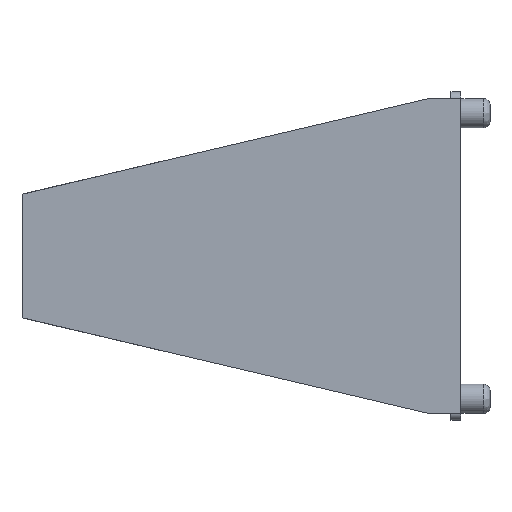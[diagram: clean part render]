
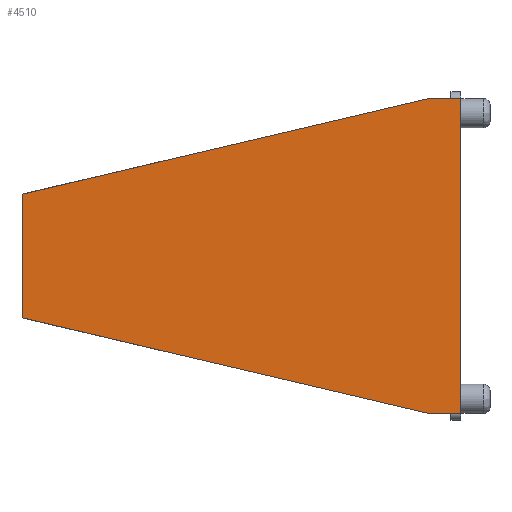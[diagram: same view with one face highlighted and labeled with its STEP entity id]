
A CAD part, left-side view. The second image highlights one B-rep face of the part: STEP entity #4510.
In plain terms, the highlighted planar face has unit normal (-1, 0, 0).
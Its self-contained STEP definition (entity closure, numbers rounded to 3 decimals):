
#63 = EDGE_CURVE ( 'NONE', #2077, #721, #9027, .T. ) ;
#721 = VERTEX_POINT ( 'NONE', #4009 ) ;
#942 = VERTEX_POINT ( 'NONE', #8859 ) ;
#1094 = EDGE_CURVE ( 'NONE', #721, #4703, #8388, .T. ) ;
#1227 = DIRECTION ( 'NONE',  ( 0., 0., 1. ) ) ;
#1258 = CARTESIAN_POINT ( 'NONE',  ( -15.875, 0., 12.735 ) ) ;
#1423 = VERTEX_POINT ( 'NONE', #1258 ) ;
#1483 = LINE ( 'NONE', #6517, #7922 ) ;
#1510 = VECTOR ( 'NONE', #1227, 1000. ) ;
#1777 = DIRECTION ( 'NONE',  ( 0., 0., -1. ) ) ;
#1942 = VECTOR ( 'NONE', #5249, 1000. ) ;
#2077 = VERTEX_POINT ( 'NONE', #2873 ) ;
#2234 = CARTESIAN_POINT ( 'NONE',  ( -15.875, 2.6, 12.735 ) ) ;
#2873 = CARTESIAN_POINT ( 'NONE',  ( -15.875, 2.6, 12.735 ) ) ;
#3188 = CARTESIAN_POINT ( 'NONE',  ( -15.875, 35.5, -5. ) ) ;
#3191 = VECTOR ( 'NONE', #9581, 1000. ) ;
#3468 = VERTEX_POINT ( 'NONE', #5932 ) ;
#3471 = LINE ( 'NONE', #8608, #1510 ) ;
#3571 = CARTESIAN_POINT ( 'NONE',  ( -15.875, 35.5, 12.735 ) ) ;
#3818 = AXIS2_PLACEMENT_3D ( 'NONE', #3571, #9525, #5061 ) ;
#4009 = CARTESIAN_POINT ( 'NONE',  ( -15.875, 35.5, 5. ) ) ;
#4308 = PLANE ( 'NONE',  #3818 ) ;
#4359 = CARTESIAN_POINT ( 'NONE',  ( -15.875, 35.5, 12.735 ) ) ;
#4498 = EDGE_CURVE ( 'NONE', #4703, #942, #1483, .T. ) ;
#4510 = ADVANCED_FACE ( 'NONE', ( #7206 ), #4308, .T. ) ;
#4612 = LINE ( 'NONE', #9258, #8597 ) ;
#4673 = LINE ( 'NONE', #4359, #3191 ) ;
#4677 = ORIENTED_EDGE ( 'NONE', *, *, #5451, .T. ) ;
#4703 = VERTEX_POINT ( 'NONE', #3188 ) ;
#4802 = DIRECTION ( 'NONE',  ( 0., -1., 0. ) ) ;
#5061 = DIRECTION ( 'NONE',  ( 0., 0., 1. ) ) ;
#5241 = ORIENTED_EDGE ( 'NONE', *, *, #4498, .T. ) ;
#5249 = DIRECTION ( 'NONE',  ( 0., 0., 1. ) ) ;
#5299 = ORIENTED_EDGE ( 'NONE', *, *, #63, .T. ) ;
#5451 = EDGE_CURVE ( 'NONE', #942, #8059, #4612, .T. ) ;
#5876 = EDGE_CURVE ( 'NONE', #8059, #3468, #3471, .T. ) ;
#5932 = CARTESIAN_POINT ( 'NONE',  ( -15.875, 0., -11.555 ) ) ;
#6167 = VECTOR ( 'NONE', #1777, 1000. ) ;
#6517 = CARTESIAN_POINT ( 'NONE',  ( -15.875, 35.5, -5. ) ) ;
#6699 = ORIENTED_EDGE ( 'NONE', *, *, #8716, .T. ) ;
#6828 = VECTOR ( 'NONE', #9645, 1000. ) ;
#6890 = ORIENTED_EDGE ( 'NONE', *, *, #1094, .T. ) ;
#7005 = EDGE_CURVE ( 'NONE', #1423, #2077, #4673, .T. ) ;
#7124 = CARTESIAN_POINT ( 'NONE',  ( -15.875, 0., -12.735 ) ) ;
#7206 = FACE_OUTER_BOUND ( 'NONE', #8887, .T. ) ;
#7682 = ORIENTED_EDGE ( 'NONE', *, *, #5876, .T. ) ;
#7883 = LINE ( 'NONE', #8952, #1942 ) ;
#7922 = VECTOR ( 'NONE', #8046, 1000. ) ;
#8046 = DIRECTION ( 'NONE',  ( 0., -0.973, -0.229 ) ) ;
#8059 = VERTEX_POINT ( 'NONE', #7124 ) ;
#8073 = ORIENTED_EDGE ( 'NONE', *, *, #7005, .T. ) ;
#8388 = LINE ( 'NONE', #9187, #6167 ) ;
#8597 = VECTOR ( 'NONE', #4802, 1000. ) ;
#8608 = CARTESIAN_POINT ( 'NONE',  ( -15.875, 0., 12.735 ) ) ;
#8716 = EDGE_CURVE ( 'NONE', #3468, #1423, #7883, .T. ) ;
#8859 = CARTESIAN_POINT ( 'NONE',  ( -15.875, 2.6, -12.735 ) ) ;
#8887 = EDGE_LOOP ( 'NONE', ( #7682, #6699, #8073, #5299, #6890, #5241, #4677 ) ) ;
#8952 = CARTESIAN_POINT ( 'NONE',  ( -15.875, 0., 12.735 ) ) ;
#9027 = LINE ( 'NONE', #2234, #6828 ) ;
#9187 = CARTESIAN_POINT ( 'NONE',  ( -15.875, 35.5, 12.735 ) ) ;
#9258 = CARTESIAN_POINT ( 'NONE',  ( -15.875, 35.5, -12.735 ) ) ;
#9525 = DIRECTION ( 'NONE',  ( -1., 0., 0. ) ) ;
#9581 = DIRECTION ( 'NONE',  ( 0., 1., 0. ) ) ;
#9645 = DIRECTION ( 'NONE',  ( 0., 0.973, -0.229 ) ) ;
